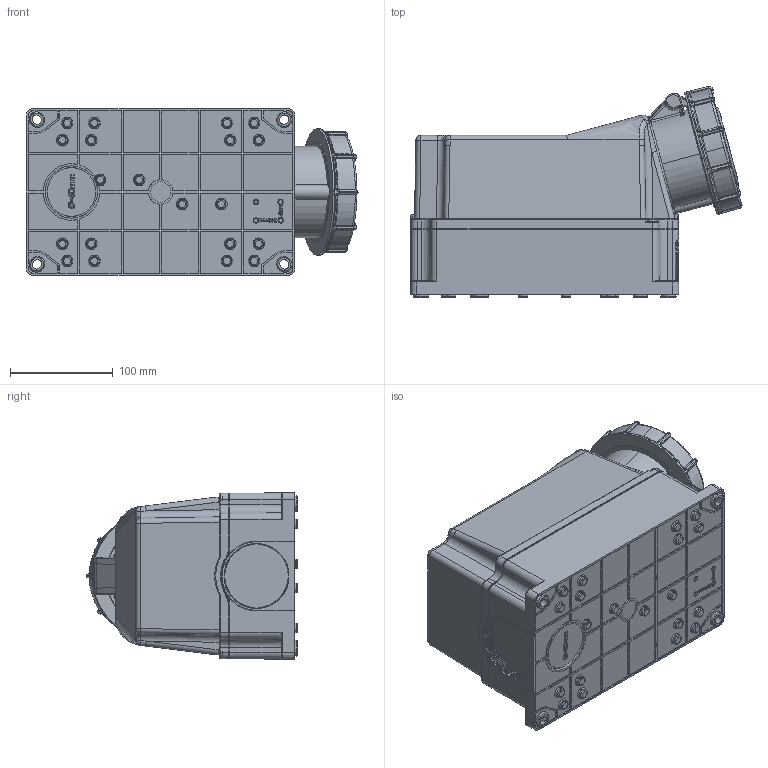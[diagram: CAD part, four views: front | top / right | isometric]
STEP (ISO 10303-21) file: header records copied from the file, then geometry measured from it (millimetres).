
FILE_DESCRIPTION (( 'STEP AP203' ), '1' );
FILE_NAME ('144-6, 145-6.STEP', '2018-02-20T12:48:16', ( '' ), ( '' ), 'SwSTEP 2.0', 'SolidWorks 2016', '' );
FILE_SCHEMA (( 'CONFIG_CONTROL_DESIGN' ));
Length unit declared in the file: millimetre
Products named in the file (1): 144-6, 145-6
Bounding box: 323.59 x 205.71 x 162.01 mm (x, y, z)
Volume: 6348325.6 mm3; surface area: 249836.1 mm2
Topology: 1 solids, 1 shells, 2411 faces, 6189 edges, 3906 vertices
Faces by surface type: plane 962, bspline 640, cylinder 296, cone 227, torus 217, sphere 69
Entity records: 120386 total; most frequent: CARTESIAN_POINT 67538, ORIENTED_EDGE 12310, DIRECTION 9199, EDGE_CURVE 6155, VERTEX_POINT 3906, AXIS2_PLACEMENT_3D 3376, EDGE_LOOP 2581, VECTOR 2447
